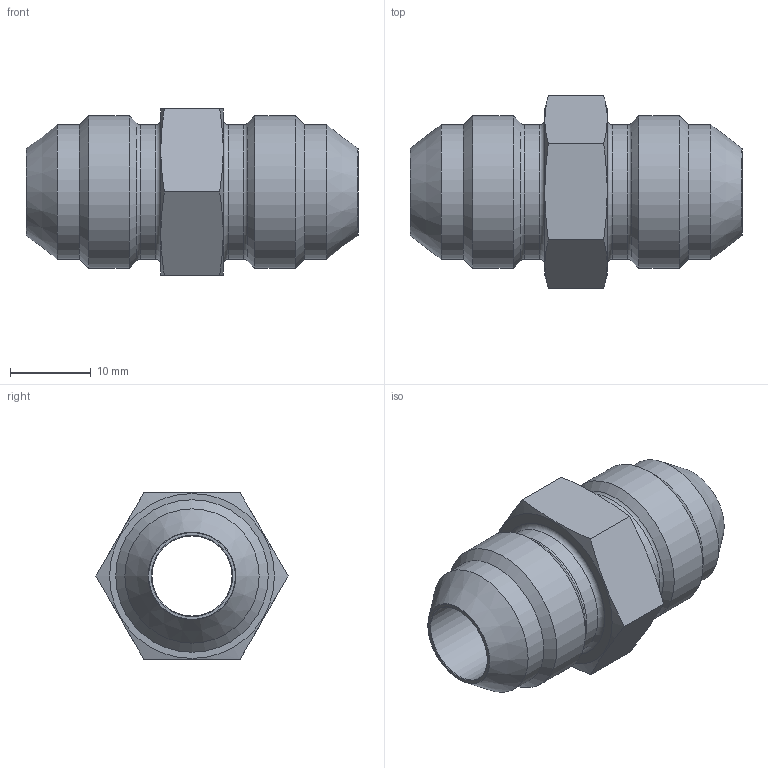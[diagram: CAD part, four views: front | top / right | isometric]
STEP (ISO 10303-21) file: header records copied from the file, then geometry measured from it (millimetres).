
FILE_DESCRIPTION(/* description */ (''),/* implementation_level */ '2;1');
FILE_NAME(/* name */ '8 HTX.stp',/* time_stamp */ '2017-05-17T11:01:25-04:00',/* author */ ('530011'),/* organization */ (''),/* preprocessor_version */ 'ST-DEVELOPER v16.1',/* originating_system */ 'Autodesk Inventor 2016',/* authorisation */ '');
FILE_SCHEMA (('AUTOMOTIVE_DESIGN { 1 0 10303 214 3 1 1 }'));
Length unit declared in the file: inch
Products named in the file (1): 8 HTX
Bounding box: 41.15 x 23.83 x 20.64 mm (x, y, z)
Volume: 7187.4 mm3; surface area: 4066.5 mm2
Topology: 1 solids, 1 shells, 33 faces, 69 edges, 40 vertices
Faces by surface type: cone 10, plane 10, cylinder 7, torus 6
Full cylindrical faces by diameter (mm): 9.931 x1, 16.637 x4, 18.893 x2
Entity records: 750 total; most frequent: CARTESIAN_POINT 140, DIRECTION 126, ORIENTED_EDGE 88, EDGE_LOOP 60, AXIS2_PLACEMENT_3D 60, EDGE_CURVE 44, VERTEX_POINT 38, FACE_OUTER_BOUND 33
